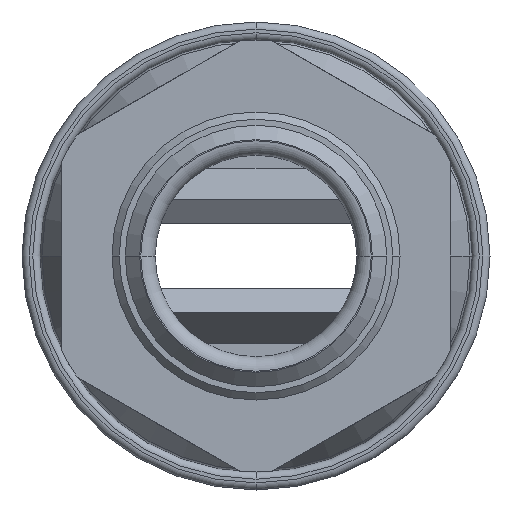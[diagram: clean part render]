
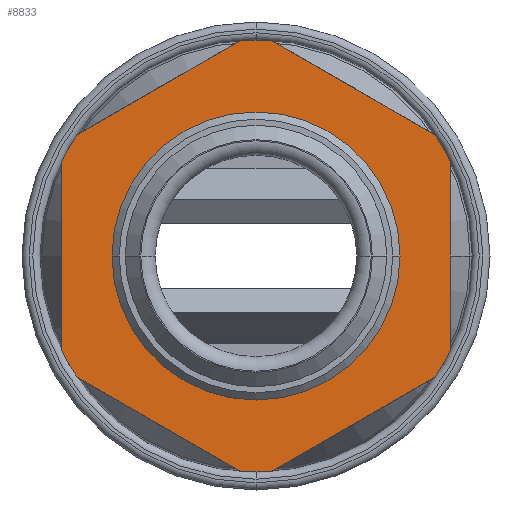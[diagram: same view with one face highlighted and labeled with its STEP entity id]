
A CAD part, front view. The second image highlights one B-rep face of the part: STEP entity #8833.
In plain terms, the highlighted planar face has unit normal (0, -1, 0).
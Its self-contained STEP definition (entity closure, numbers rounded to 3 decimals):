
#7597=DIRECTION('',(0.,0.,-1.));
#7598=VECTOR('',#7597,13.077);
#7599=CARTESIAN_POINT('',(13.5,12.,6.538));
#7600=LINE('',#7599,#7598);
#7725=DIRECTION('',(0.,0.,1.));
#7726=VECTOR('',#7725,13.077);
#7727=CARTESIAN_POINT('',(-13.5,12.,-6.538));
#7728=LINE('',#7727,#7726);
#7837=DIRECTION('',(-0.866,0.,0.5));
#7838=VECTOR('',#7837,13.077);
#7839=CARTESIAN_POINT('',(12.412,12.,8.422));
#7840=LINE('',#7839,#7838);
#7841=CARTESIAN_POINT('',(0.,12.,0.));
#7842=DIRECTION('',(0.,-1.,0.));
#7843=DIRECTION('',(0.9,0.,0.436));
#7844=AXIS2_PLACEMENT_3D('',#7841,#7842,#7843);
#7846=CARTESIAN_POINT('',(0.,12.,0.));
#7847=DIRECTION('',(0.,-1.,0.));
#7848=DIRECTION('',(0.827,0.,-0.561));
#7849=AXIS2_PLACEMENT_3D('',#7846,#7847,#7848);
#7851=DIRECTION('',(0.866,0.,0.5));
#7852=VECTOR('',#7851,13.077);
#7853=CARTESIAN_POINT('',(1.088,12.,-14.961));
#7854=LINE('',#7853,#7852);
#7855=CARTESIAN_POINT('',(0.,12.,0.));
#7856=DIRECTION('',(0.,-1.,0.));
#7857=DIRECTION('',(-0.073,0.,-0.997));
#7858=AXIS2_PLACEMENT_3D('',#7855,#7856,#7857);
#7860=DIRECTION('',(0.866,0.,-0.5));
#7861=VECTOR('',#7860,13.077);
#7862=CARTESIAN_POINT('',(-12.412,12.,-8.422));
#7863=LINE('',#7862,#7861);
#7864=CARTESIAN_POINT('',(0.,12.,0.));
#7865=DIRECTION('',(0.,-1.,0.));
#7866=DIRECTION('',(-0.9,0.,-0.436));
#7867=AXIS2_PLACEMENT_3D('',#7864,#7865,#7866);
#7869=CARTESIAN_POINT('',(0.,12.,0.));
#7870=DIRECTION('',(0.,-1.,0.));
#7871=DIRECTION('',(-0.827,0.,0.561));
#7872=AXIS2_PLACEMENT_3D('',#7869,#7870,#7871);
#7874=DIRECTION('',(-0.866,0.,-0.5));
#7875=VECTOR('',#7874,13.077);
#7876=CARTESIAN_POINT('',(-1.088,12.,14.961));
#7877=LINE('',#7876,#7875);
#7878=CARTESIAN_POINT('',(0.,12.,0.));
#7879=DIRECTION('',(0.,-1.,0.));
#7880=DIRECTION('',(0.073,0.,0.997));
#7881=AXIS2_PLACEMENT_3D('',#7878,#7879,#7880);
#7883=CARTESIAN_POINT('',(0.,12.,0.));
#7884=DIRECTION('',(0.,1.,0.));
#7885=DIRECTION('',(-1.,0.,0.));
#7886=AXIS2_PLACEMENT_3D('',#7883,#7884,#7885);
#7888=CARTESIAN_POINT('',(0.,12.,0.));
#7889=DIRECTION('',(0.,1.,0.));
#7890=DIRECTION('',(1.,0.,0.));
#7891=AXIS2_PLACEMENT_3D('',#7888,#7889,#7890);
#8092=CARTESIAN_POINT('',(-1.088,12.,-14.961));
#8094=VERTEX_POINT('',#8092);
#8100=CARTESIAN_POINT('',(-13.5,12.,-6.538));
#8102=VERTEX_POINT('',#8100);
#8116=CARTESIAN_POINT('',(-12.412,12.,-8.422));
#8117=VERTEX_POINT('',#8116);
#8149=CARTESIAN_POINT('',(1.088,12.,-14.961));
#8151=VERTEX_POINT('',#8149);
#8153=CARTESIAN_POINT('',(-1.088,12.,14.961));
#8155=VERTEX_POINT('',#8153);
#8185=CARTESIAN_POINT('',(-9.78,12.,0.));
#8186=CARTESIAN_POINT('',(9.78,12.,0.));
#8187=VERTEX_POINT('',#8185);
#8188=VERTEX_POINT('',#8186);
#8205=CARTESIAN_POINT('',(12.412,12.,8.422));
#8207=VERTEX_POINT('',#8205);
#8208=CARTESIAN_POINT('',(1.088,12.,14.961));
#8209=VERTEX_POINT('',#8208);
#8212=CARTESIAN_POINT('',(12.412,12.,-8.422));
#8213=VERTEX_POINT('',#8212);
#8218=CARTESIAN_POINT('',(-12.412,12.,8.422));
#8219=VERTEX_POINT('',#8218);
#8220=CARTESIAN_POINT('',(13.5,12.,6.538));
#8222=VERTEX_POINT('',#8220);
#8228=CARTESIAN_POINT('',(13.5,12.,-6.538));
#8229=VERTEX_POINT('',#8228);
#8232=CARTESIAN_POINT('',(-13.5,12.,6.538));
#8233=VERTEX_POINT('',#8232);
#8803=CARTESIAN_POINT('',(9.08,12.,0.));
#8804=DIRECTION('',(0.,1.,0.));
#8805=DIRECTION('',(-1.,0.,0.));
#8806=AXIS2_PLACEMENT_3D('',#8803,#8804,#8805);
#8807=PLANE('',#8806);
#8808=ORIENTED_EDGE('',*,*,#8769,.F.);
#8809=ORIENTED_EDGE('',*,*,#8798,.F.);
#8810=ORIENTED_EDGE('',*,*,#8607,.T.);
#8812=ORIENTED_EDGE('',*,*,#8811,.F.);
#8813=ORIENTED_EDGE('',*,*,#8640,.F.);
#8815=ORIENTED_EDGE('',*,*,#8814,.F.);
#8816=ORIENTED_EDGE('',*,*,#8672,.F.);
#8818=ORIENTED_EDGE('',*,*,#8817,.F.);
#8819=ORIENTED_EDGE('',*,*,#8705,.T.);
#8821=ORIENTED_EDGE('',*,*,#8820,.F.);
#8822=ORIENTED_EDGE('',*,*,#8737,.F.);
#8824=ORIENTED_EDGE('',*,*,#8823,.F.);
#8825=EDGE_LOOP('',(#8808,#8809,#8810,#8812,#8813,#8815,#8816,#8818,#8819,#8821,
#8822,#8824));
#8826=FACE_OUTER_BOUND('',#8825,.F.);
#8828=ORIENTED_EDGE('',*,*,#8827,.F.);
#8830=ORIENTED_EDGE('',*,*,#8829,.F.);
#8831=EDGE_LOOP('',(#8828,#8830));
#8832=FACE_BOUND('',#8831,.F.);
#8833=ADVANCED_FACE('',(#8826,#8832),#8807,.F.);
#7845=CIRCLE('',#7844,15.);
#7850=CIRCLE('',#7849,15.);
#7859=CIRCLE('',#7858,15.);
#7868=CIRCLE('',#7867,15.);
#7873=CIRCLE('',#7872,15.);
#7882=CIRCLE('',#7881,15.);
#7887=CIRCLE('',#7886,9.78);
#7892=CIRCLE('',#7891,9.78);
#8607=EDGE_CURVE('',#8222,#8229,#7600,.T.);
#8640=EDGE_CURVE('',#8151,#8213,#7854,.T.);
#8672=EDGE_CURVE('',#8117,#8094,#7863,.T.);
#8705=EDGE_CURVE('',#8102,#8233,#7728,.T.);
#8737=EDGE_CURVE('',#8155,#8219,#7877,.T.);
#8769=EDGE_CURVE('',#8207,#8209,#7840,.T.);
#8798=EDGE_CURVE('',#8222,#8207,#7845,.T.);
#8811=EDGE_CURVE('',#8213,#8229,#7850,.T.);
#8814=EDGE_CURVE('',#8094,#8151,#7859,.T.);
#8817=EDGE_CURVE('',#8102,#8117,#7868,.T.);
#8820=EDGE_CURVE('',#8219,#8233,#7873,.T.);
#8823=EDGE_CURVE('',#8209,#8155,#7882,.T.);
#8827=EDGE_CURVE('',#8187,#8188,#7887,.T.);
#8829=EDGE_CURVE('',#8188,#8187,#7892,.T.);
